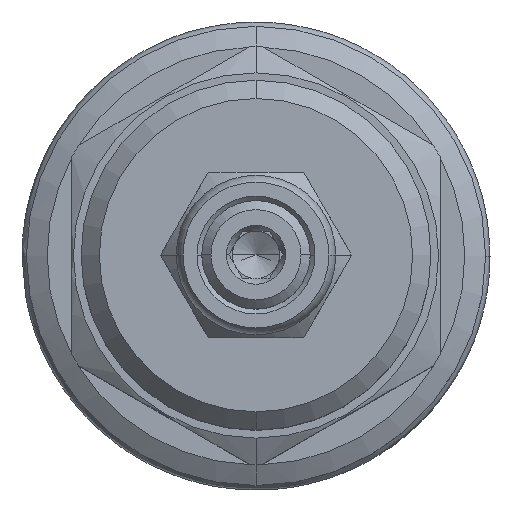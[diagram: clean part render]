
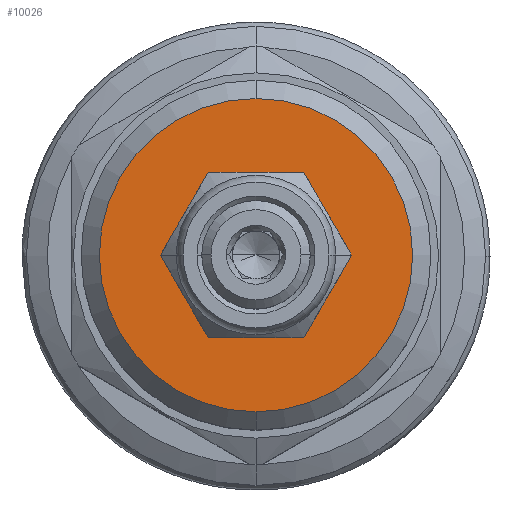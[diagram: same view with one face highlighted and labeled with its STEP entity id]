
A CAD part, top view. The second image highlights one B-rep face of the part: STEP entity #10026.
In plain terms, the highlighted planar face has unit normal (0, 0, 1).
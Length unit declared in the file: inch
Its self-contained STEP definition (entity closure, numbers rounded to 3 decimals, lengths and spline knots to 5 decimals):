
#7133=CARTESIAN_POINT('',(0.,0.,4.282));
#7134=DIRECTION('',(0.,0.,1.));
#7135=DIRECTION('',(-1.,0.,0.));
#7136=AXIS2_PLACEMENT_3D('',#7133,#7134,#7135);
#7138=CARTESIAN_POINT('',(0.,0.,4.282));
#7139=DIRECTION('',(0.,0.,1.));
#7140=DIRECTION('',(1.,0.,0.));
#7141=AXIS2_PLACEMENT_3D('',#7138,#7139,#7140);
#7143=CARTESIAN_POINT('',(0.,0.,4.282));
#7144=DIRECTION('',(0.,0.,1.));
#7145=DIRECTION('',(0.,-1.,0.));
#7146=AXIS2_PLACEMENT_3D('',#7143,#7144,#7145);
#7161=CARTESIAN_POINT('',(0.,0.,4.282));
#7162=DIRECTION('',(0.,0.,1.));
#7163=DIRECTION('',(0.,1.,0.));
#7164=AXIS2_PLACEMENT_3D('',#7161,#7162,#7163);
#8771=CARTESIAN_POINT('',(0.,0.532,4.282));
#8772=CARTESIAN_POINT('',(0.,-0.532,4.282));
#8773=VERTEX_POINT('',#8771);
#8774=VERTEX_POINT('',#8772);
#9003=CARTESIAN_POINT('',(-0.271,0.,4.282));
#9004=CARTESIAN_POINT('',(0.271,0.,4.282));
#9005=VERTEX_POINT('',#9003);
#9006=VERTEX_POINT('',#9004);
#10010=CARTESIAN_POINT('',(0.,0.,4.282));
#10011=DIRECTION('',(0.,0.,1.));
#10012=DIRECTION('',(0.,1.,0.));
#10013=AXIS2_PLACEMENT_3D('',#10010,#10011,#10012);
#10014=PLANE('',#10013);
#10016=ORIENTED_EDGE('',*,*,#10015,.F.);
#10018=ORIENTED_EDGE('',*,*,#10017,.F.);
#10019=EDGE_LOOP('',(#10016,#10018));
#10020=FACE_OUTER_BOUND('',#10019,.F.);
#10021=ORIENTED_EDGE('',*,*,#10000,.T.);
#10023=ORIENTED_EDGE('',*,*,#10022,.T.);
#10024=EDGE_LOOP('',(#10021,#10023));
#10025=FACE_BOUND('',#10024,.F.);
#10026=ADVANCED_FACE('',(#10020,#10025),#10014,.T.);
#7137=CIRCLE('',#7136,0.271);
#7142=CIRCLE('',#7141,0.271);
#7147=CIRCLE('',#7146,0.532);
#7165=CIRCLE('',#7164,0.532);
#10000=EDGE_CURVE('',#9005,#9006,#7137,.T.);
#10015=EDGE_CURVE('',#8774,#8773,#7147,.T.);
#10017=EDGE_CURVE('',#8773,#8774,#7165,.T.);
#10022=EDGE_CURVE('',#9006,#9005,#7142,.T.);
